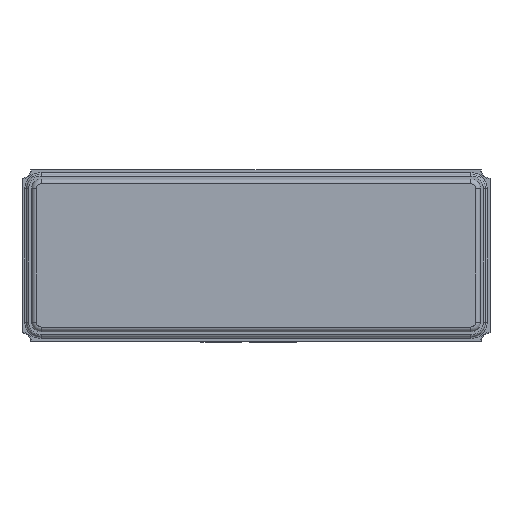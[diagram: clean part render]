
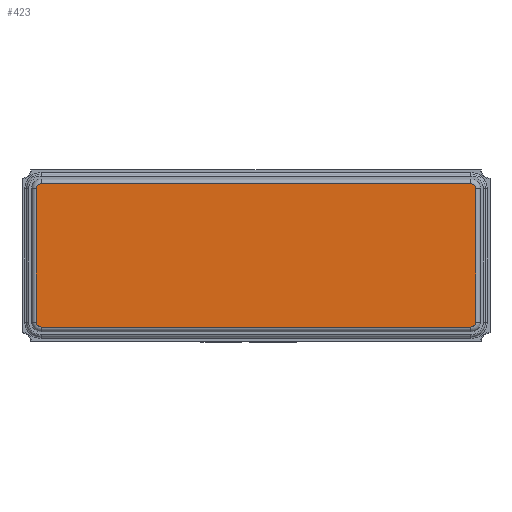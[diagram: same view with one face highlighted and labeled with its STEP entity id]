
A CAD part, top view. The second image highlights one B-rep face of the part: STEP entity #423.
In plain terms, the highlighted planar face has unit normal (0, 0, 1).
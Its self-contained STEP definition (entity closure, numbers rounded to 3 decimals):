
#4 = CARTESIAN_POINT ( 'NONE',  ( 2.3, -0.7, 1. ) ) ;
#88 = DIRECTION ( 'NONE',  ( 0., -1., 0. ) ) ;
#113 = CARTESIAN_POINT ( 'NONE',  ( 2.25, -0.7, 1. ) ) ;
#423 = ADVANCED_FACE ( 'NONE', ( #12060 ), #7550, .T. ) ;
#526 = DIRECTION ( 'NONE',  ( 0., 0., 1. ) ) ;
#565 = VERTEX_POINT ( 'NONE', #10522 ) ;
#906 = DIRECTION ( 'NONE',  ( 0., 1., 0. ) ) ;
#1136 = AXIS2_PLACEMENT_3D ( 'NONE', #9455, #526, #11503 ) ;
#1138 = LINE ( 'NONE', #4580, #7432 ) ;
#1372 = CARTESIAN_POINT ( 'NONE',  ( -2.25, 0.75, 1. ) ) ;
#1395 = CIRCLE ( 'NONE', #9689, 0.05 ) ;
#1485 = EDGE_CURVE ( 'NONE', #6592, #4818, #9088, .T. ) ;
#1823 = CARTESIAN_POINT ( 'NONE',  ( -2.25, 0.7, 1. ) ) ;
#2231 = CARTESIAN_POINT ( 'NONE',  ( 0., 0., 1. ) ) ;
#2412 = CARTESIAN_POINT ( 'NONE',  ( -2.25, -0.75, 1. ) ) ;
#2586 = DIRECTION ( 'NONE',  ( 1., 0., 0. ) ) ;
#2639 = LINE ( 'NONE', #1372, #13453 ) ;
#2681 = ORIENTED_EDGE ( 'NONE', *, *, #13360, .T. ) ;
#2704 = VERTEX_POINT ( 'NONE', #13736 ) ;
#2931 = CARTESIAN_POINT ( 'NONE',  ( 2.3, 0.7, 1. ) ) ;
#3189 = AXIS2_PLACEMENT_3D ( 'NONE', #1823, #6353, #7584 ) ;
#3308 = EDGE_CURVE ( 'NONE', #4818, #12726, #1395, .T. ) ;
#3376 = DIRECTION ( 'NONE',  ( 1., 0., 0. ) ) ;
#3481 = DIRECTION ( 'NONE',  ( 1., 0., 0. ) ) ;
#4149 = CIRCLE ( 'NONE', #13116, 0.05 ) ;
#4254 = DIRECTION ( 'NONE',  ( 0., 0., 1. ) ) ;
#4397 = CARTESIAN_POINT ( 'NONE',  ( -2.3, -0.7, 1. ) ) ;
#4580 = CARTESIAN_POINT ( 'NONE',  ( -2.3, -0.7, 1. ) ) ;
#4818 = VERTEX_POINT ( 'NONE', #5827 ) ;
#5314 = ORIENTED_EDGE ( 'NONE', *, *, #5682, .T. ) ;
#5336 = CIRCLE ( 'NONE', #3189, 0.05 ) ;
#5682 = EDGE_CURVE ( 'NONE', #7803, #6592, #4149, .T. ) ;
#5827 = CARTESIAN_POINT ( 'NONE',  ( 2.25, -0.75, 1. ) ) ;
#5990 = DIRECTION ( 'NONE',  ( 0., 0., 1. ) ) ;
#6310 = VERTEX_POINT ( 'NONE', #14588 ) ;
#6353 = DIRECTION ( 'NONE',  ( 0., 0., 1. ) ) ;
#6592 = VERTEX_POINT ( 'NONE', #2412 ) ;
#6700 = ORIENTED_EDGE ( 'NONE', *, *, #14251, .T. ) ;
#6808 = CARTESIAN_POINT ( 'NONE',  ( 2.25, -0.75, 1. ) ) ;
#6989 = CARTESIAN_POINT ( 'NONE',  ( -2.25, -0.7, 1. ) ) ;
#7432 = VECTOR ( 'NONE', #88, 1000. ) ;
#7516 = CIRCLE ( 'NONE', #1136, 0.05 ) ;
#7550 = PLANE ( 'NONE',  #10104 ) ;
#7584 = DIRECTION ( 'NONE',  ( 1., 0., 0. ) ) ;
#7709 = ORIENTED_EDGE ( 'NONE', *, *, #11795, .T. ) ;
#7803 = VERTEX_POINT ( 'NONE', #4397 ) ;
#7917 = ORIENTED_EDGE ( 'NONE', *, *, #12420, .T. ) ;
#8015 = VECTOR ( 'NONE', #906, 1000. ) ;
#8627 = LINE ( 'NONE', #2931, #8015 ) ;
#8900 = DIRECTION ( 'NONE',  ( 1., 0., 0. ) ) ;
#8951 = VERTEX_POINT ( 'NONE', #10578 ) ;
#9088 = LINE ( 'NONE', #6808, #14459 ) ;
#9134 = DIRECTION ( 'NONE',  ( 0., 0., 1. ) ) ;
#9455 = CARTESIAN_POINT ( 'NONE',  ( 2.25, 0.7, 1. ) ) ;
#9689 = AXIS2_PLACEMENT_3D ( 'NONE', #113, #5990, #2586 ) ;
#9999 = ORIENTED_EDGE ( 'NONE', *, *, #3308, .T. ) ;
#10104 = AXIS2_PLACEMENT_3D ( 'NONE', #2231, #4254, #8900 ) ;
#10522 = CARTESIAN_POINT ( 'NONE',  ( 2.3, 0.7, 1. ) ) ;
#10568 = DIRECTION ( 'NONE',  ( -1., 0., 0. ) ) ;
#10578 = CARTESIAN_POINT ( 'NONE',  ( -2.25, 0.75, 1. ) ) ;
#10604 = EDGE_LOOP ( 'NONE', ( #13462, #9999, #6700, #11230, #2681, #7917, #7709, #5314 ) ) ;
#11230 = ORIENTED_EDGE ( 'NONE', *, *, #13267, .T. ) ;
#11503 = DIRECTION ( 'NONE',  ( 1., 0., 0. ) ) ;
#11795 = EDGE_CURVE ( 'NONE', #2704, #7803, #1138, .T. ) ;
#12060 = FACE_OUTER_BOUND ( 'NONE', #10604, .T. ) ;
#12420 = EDGE_CURVE ( 'NONE', #8951, #2704, #5336, .T. ) ;
#12726 = VERTEX_POINT ( 'NONE', #4 ) ;
#13116 = AXIS2_PLACEMENT_3D ( 'NONE', #6989, #9134, #3376 ) ;
#13267 = EDGE_CURVE ( 'NONE', #565, #6310, #7516, .T. ) ;
#13360 = EDGE_CURVE ( 'NONE', #6310, #8951, #2639, .T. ) ;
#13453 = VECTOR ( 'NONE', #10568, 1000. ) ;
#13462 = ORIENTED_EDGE ( 'NONE', *, *, #1485, .T. ) ;
#13736 = CARTESIAN_POINT ( 'NONE',  ( -2.3, 0.7, 1. ) ) ;
#14251 = EDGE_CURVE ( 'NONE', #12726, #565, #8627, .T. ) ;
#14459 = VECTOR ( 'NONE', #3481, 1000. ) ;
#14588 = CARTESIAN_POINT ( 'NONE',  ( 2.25, 0.75, 1. ) ) ;
